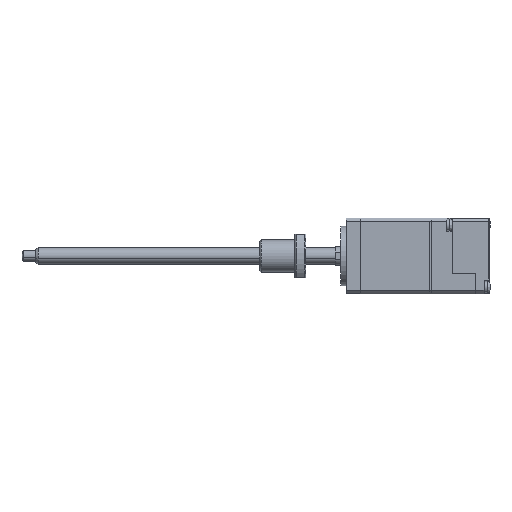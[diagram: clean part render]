
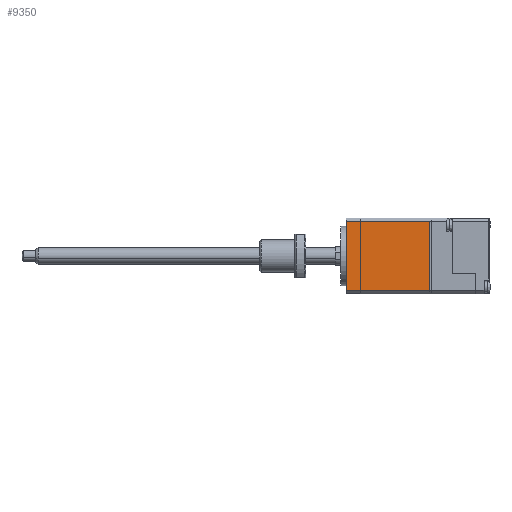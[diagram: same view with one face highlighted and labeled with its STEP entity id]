
A CAD part, left-side view. The second image highlights one B-rep face of the part: STEP entity #9350.
In plain terms, the highlighted planar face has unit normal (-1, 0, 0).
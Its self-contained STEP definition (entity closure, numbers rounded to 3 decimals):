
#375 = VERTEX_POINT ( 'NONE', #13896 ) ;
#850 = DIRECTION ( 'NONE',  ( 0., 0., -1. ) ) ;
#904 = DIRECTION ( 'NONE',  ( 0., -1., 0. ) ) ;
#1423 = VERTEX_POINT ( 'NONE', #13632 ) ;
#1661 = CARTESIAN_POINT ( 'NONE',  ( -26.711, -0.974, 6.755 ) ) ;
#2403 = ORIENTED_EDGE ( 'NONE', *, *, #2547, .F. ) ;
#2547 = EDGE_CURVE ( 'NONE', #1423, #375, #7488, .T. ) ;
#2770 = CARTESIAN_POINT ( 'NONE',  ( -26.711, -31.654, 32.445 ) ) ;
#2826 = EDGE_CURVE ( 'NONE', #375, #12115, #6095, .T. ) ;
#3277 = EDGE_CURVE ( 'NONE', #8301, #12115, #12872, .T. ) ;
#4730 = VECTOR ( 'NONE', #15253, 1000. ) ;
#5438 = VECTOR ( 'NONE', #14572, 1000. ) ;
#5520 = VECTOR ( 'NONE', #12405, 1000. ) ;
#5824 = ORIENTED_EDGE ( 'NONE', *, *, #2826, .F. ) ;
#6057 = VECTOR ( 'NONE', #904, 1000. ) ;
#6095 = LINE ( 'NONE', #2770, #4730 ) ;
#6847 = AXIS2_PLACEMENT_3D ( 'NONE', #12002, #8322, #850 ) ;
#7488 = LINE ( 'NONE', #16154, #5520 ) ;
#8301 = VERTEX_POINT ( 'NONE', #1661 ) ;
#8315 = CARTESIAN_POINT ( 'NONE',  ( -26.711, -0.974, 6.755 ) ) ;
#8322 = DIRECTION ( 'NONE',  ( -1., 0., 0. ) ) ;
#8686 = CARTESIAN_POINT ( 'NONE',  ( -26.711, -31.654, 6.755 ) ) ;
#8959 = LINE ( 'NONE', #15912, #5438 ) ;
#9058 = EDGE_LOOP ( 'NONE', ( #5824, #2403, #15008, #11908 ) ) ;
#9350 = ADVANCED_FACE ( 'NONE', ( #15985 ), #15783, .T. ) ;
#11908 = ORIENTED_EDGE ( 'NONE', *, *, #3277, .T. ) ;
#12002 = CARTESIAN_POINT ( 'NONE',  ( -26.711, -0.974, 32.445 ) ) ;
#12115 = VERTEX_POINT ( 'NONE', #8686 ) ;
#12405 = DIRECTION ( 'NONE',  ( 0., -1., 0. ) ) ;
#12872 = LINE ( 'NONE', #8315, #6057 ) ;
#13632 = CARTESIAN_POINT ( 'NONE',  ( -26.711, -0.974, 32.445 ) ) ;
#13896 = CARTESIAN_POINT ( 'NONE',  ( -26.711, -31.654, 32.445 ) ) ;
#14572 = DIRECTION ( 'NONE',  ( 0., 0., -1. ) ) ;
#15008 = ORIENTED_EDGE ( 'NONE', *, *, #15824, .T. ) ;
#15253 = DIRECTION ( 'NONE',  ( 0., 0., -1. ) ) ;
#15783 = PLANE ( 'NONE',  #6847 ) ;
#15824 = EDGE_CURVE ( 'NONE', #1423, #8301, #8959, .T. ) ;
#15912 = CARTESIAN_POINT ( 'NONE',  ( -26.711, -0.974, 32.445 ) ) ;
#15985 = FACE_OUTER_BOUND ( 'NONE', #9058, .T. ) ;
#16154 = CARTESIAN_POINT ( 'NONE',  ( -26.711, -0.974, 32.445 ) ) ;
